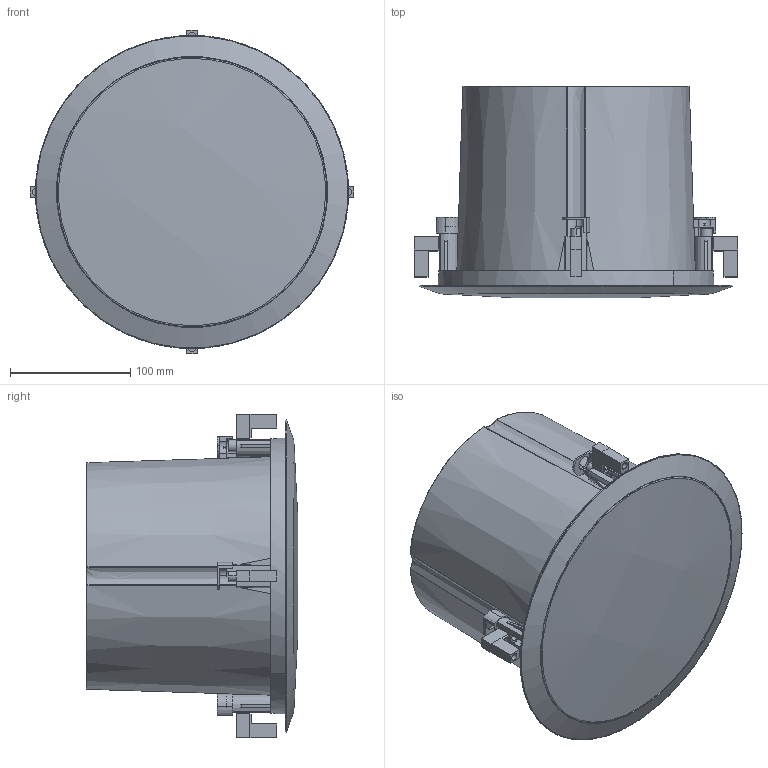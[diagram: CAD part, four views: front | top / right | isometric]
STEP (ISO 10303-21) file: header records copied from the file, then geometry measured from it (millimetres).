
FILE_DESCRIPTION (( 'STEP AP214' ), '1' );
FILE_NAME ('TNi-C6.STEP', '2020-02-27T16:48:52', ( '' ), ( '' ), 'SwSTEP 2.0', 'SolidWorks 2019', '' );
FILE_SCHEMA (( 'AUTOMOTIVE_DESIGN' ));
Length unit declared in the file: millimetre
Products named in the file (1): TNi-C6
Bounding box: 268.9 x 175.33 x 268.9 mm (x, y, z)
Volume: 4787232.6 mm3; surface area: 356264.5 mm2
Topology: 10 solids, 11 shells, 458 faces, 1103 edges, 704 vertices
Faces by surface type: plane 200, cylinder 115, cone 72, bspline 45, torus 16, sphere 10
Entity records: 20341 total; most frequent: CARTESIAN_POINT 4736, ORIENTED_EDGE 2206, DIRECTION 2191, EDGE_CURVE 1103, AXIS2_PLACEMENT_3D 886, VERTEX_POINT 704, EDGE_LOOP 521, CIRCLE 472
